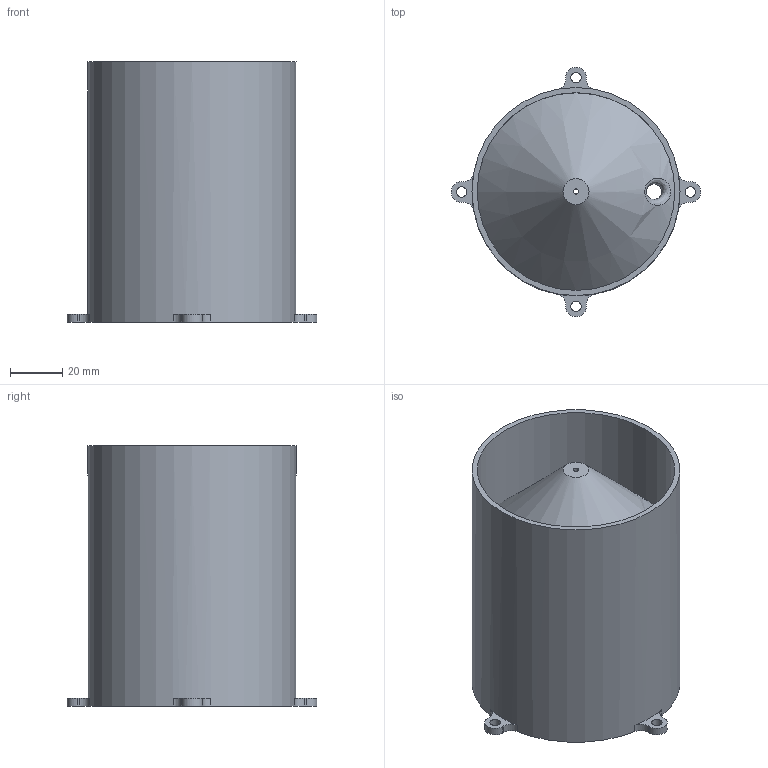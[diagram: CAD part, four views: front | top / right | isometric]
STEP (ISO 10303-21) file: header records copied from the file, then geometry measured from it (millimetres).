
FILE_DESCRIPTION(('STEP AP242'), '1');
FILE_NAME('itemGeronaFountainV2Top', '', ('UNSPECIFIED'), ('UNSPECIFIED'), 'C3D Converter', 'C3D Toolkit', '');
FILE_SCHEMA(('AP242_MANAGED_MODEL_BASED_3D_ENGINEERING_MIM_LF { 1 0 10303 442 1 1 4 }'));
Length unit declared in the file: millimetre
Bounding box: 96 x 96 x 100 mm (x, y, z)
Volume: 90798 mm3; surface area: 66101 mm2
Topology: 1 solids, 1 shells, 50 faces, 123 edges, 80 vertices
Faces by surface type: cylinder 26, plane 19, cone 3, torus 1, bspline 1
Full cylindrical faces by diameter (mm): 2 x1, 4 x4, 6 x2, 8.2 x2, 14 x1, 46 x1, 76 x2, 80 x1
Entity records: 1944 total; most frequent: CARTESIAN_POINT 729, DIRECTION 262, ORIENTED_EDGE 206, AXIS2_PLACEMENT_3D 111, EDGE_CURVE 103, EDGE_LOOP 86, VERTEX_POINT 79, CIRCLE 61
